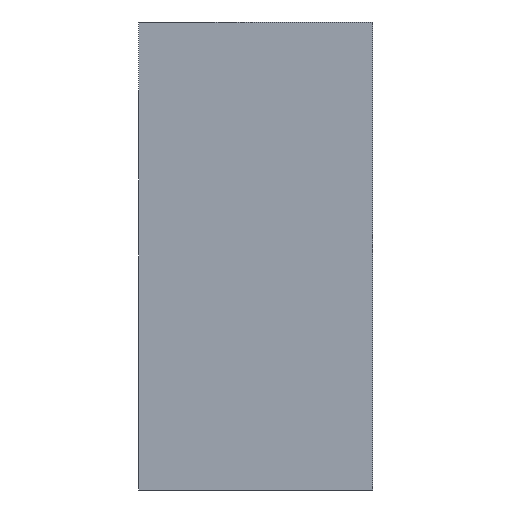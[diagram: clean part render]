
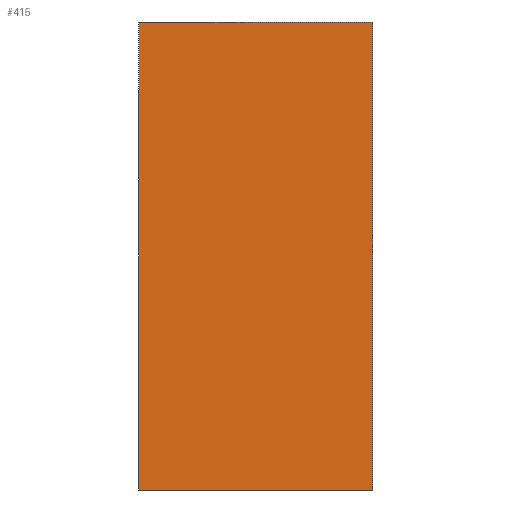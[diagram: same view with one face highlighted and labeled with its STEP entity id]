
A CAD part, left-side view. The second image highlights one B-rep face of the part: STEP entity #415.
In plain terms, the highlighted planar face has unit normal (-1, 0, 0).
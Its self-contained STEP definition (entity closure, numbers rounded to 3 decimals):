
#243=CARTESIAN_POINT('POINT19',(-2.,0.,1.));
#244=VERTEX_POINT('VERTEX19',#243);
#251=CARTESIAN_POINT('POINT20',(-2.,0.,-1.));
#252=VERTEX_POINT('VERTEX20',#251);
#253=CARTESIAN_POINT('POS25',(-2.,0.,-1.));
#254=DIRECTION('DIR39',(0.,0.,-1.));
#255=VECTOR('VEC11',#254,1.);
#256=LINE('STRAIGHT11',#253,#255);
#257=EDGE_CURVE('EDGE27',#244,#252,#256,.T.);
#370=CARTESIAN_POINT('POINT26',(-2.,1.,1.));
#371=VERTEX_POINT('VERTEX26',#370);
#378=CARTESIAN_POINT('POS38',(-2.,0.,1.));
#379=DIRECTION('DIR57',(0.,-1.,0.));
#380=VECTOR('VEC19',#379,1.);
#381=LINE('STRAIGHT19',#378,#380);
#382=EDGE_CURVE('EDGE39',#371,#244,#381,.T.);
#392=ORIENTED_EDGE('COEDGE69',*,*,#257,.F.);
#393=ORIENTED_EDGE('COEDGE70',*,*,#382,.F.);
#394=CARTESIAN_POINT('POINT27',(-2.,1.,-1.));
#395=VERTEX_POINT('VERTEX27',#394);
#396=CARTESIAN_POINT('POS40',(-2.,1.,-1.));
#397=DIRECTION('DIR60',(0.,0.,-1.));
#398=VECTOR('VEC20',#397,1.);
#399=LINE('STRAIGHT20',#396,#398);
#400=EDGE_CURVE('EDGE40',#371,#395,#399,.T.);
#401=ORIENTED_EDGE('COEDGE71',*,*,#400,.T.);
#402=CARTESIAN_POINT('POS41',(-2.,0.,-1.));
#403=DIRECTION('DIR61',(0.,-1.,0.));
#404=VECTOR('VEC21',#403,1.);
#405=LINE('STRAIGHT21',#402,#404);
#406=EDGE_CURVE('EDGE41',#395,#252,#405,.T.);
#407=ORIENTED_EDGE('COEDGE72',*,*,#406,.T.);
#408=EDGE_LOOP('NONE',(#392,#393,#401,#407));
#409=FACE_BOUND('LOOP1',#408,.T.);
#410=CARTESIAN_POINT('POS42',(-2.,0.,-1.));
#411=DIRECTION('DIR62',(-1.,0.,0.));
#412=DIRECTION('DIR63',(0.,1.,0.));
#413=AXIS2_PLACEMENT_3D('AXIS21',#410,#411,#412);
#414=PLANE('PLANE5',#413);
#415=ADVANCED_FACE('FACE17',(#409),#414,.T.);
